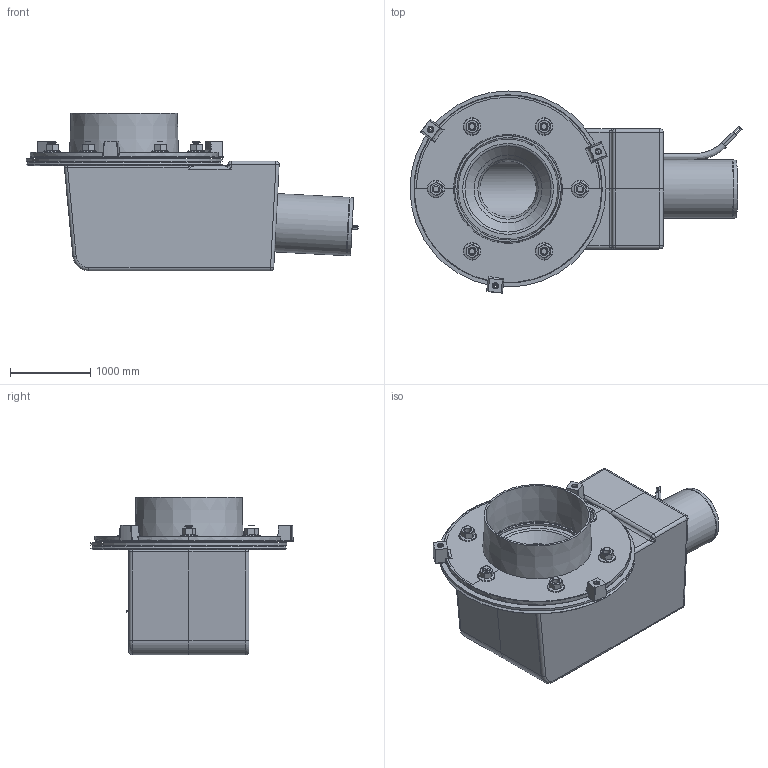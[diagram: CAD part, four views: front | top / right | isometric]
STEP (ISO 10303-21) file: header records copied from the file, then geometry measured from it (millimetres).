
FILE_DESCRIPTION(/* description */ (''),/* implementation_level */ '2;1');
FILE_NAME(/* name */ '21936.070X_3D.stp',/* time_stamp */ '2024-12-12T08:47:56+01:00',/* author */ ('CAD'),/* organization */ (''),/* preprocessor_version */ 'ST-DEVELOPER v20',/* originating_system */ 'AutoCAD Mechanical',/* authorisation */ '');
FILE_SCHEMA (('AUTOMOTIVE_DESIGN { 1 0 10303 214 3 1 1 }'));
Products named in the file (3): Product; *S0; HEIZBAND
Assembly tree (2 placements, depth 2):
  Product
    *S0
    HEIZBAND
Bounding box: 4148.69 x 2526.2 x 1970 mm (x, y, z)
Volume: 4475829382.7 mm3; surface area: 77979795.6 mm2
Topology: 30 solids, 30 shells, 624 faces, 1387 edges, 832 vertices
Faces by surface type: cone 240, plane 156, cylinder 112, bspline 62, torus 46, sphere 8
Full cylindrical faces by diameter (mm): 20 x6, 30 x3, 70 x6, 80 x14, 83.76 x6, 130 x2, 140 x6, 145 x2, 150 x2, 160 x6, 175 x1, 180 x1, 706 x2, 730 x2, 1250 x1, 2450 x1
Entity records: 48592 total; most frequent: CARTESIAN_POINT 34853, DIRECTION 2850, ORIENTED_EDGE 2750, EDGE_CURVE 1375, AXIS2_PLACEMENT_3D 1201, VERTEX_POINT 828, EDGE_LOOP 713, FACE_OUTER_BOUND 624
